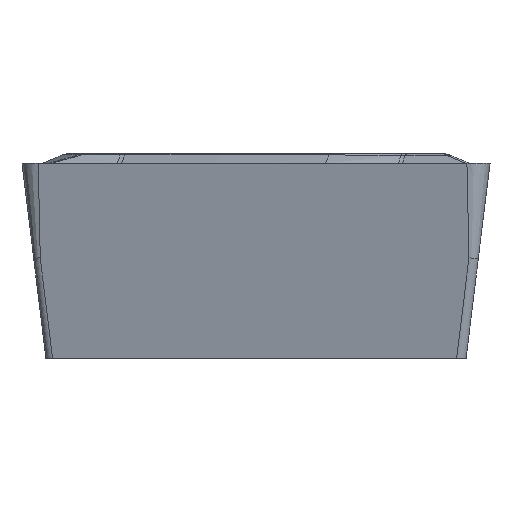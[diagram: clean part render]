
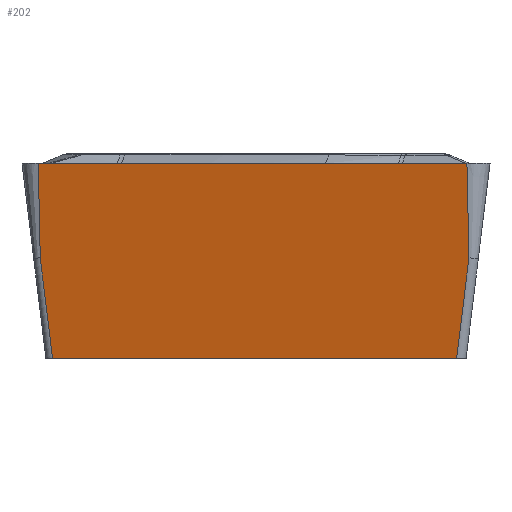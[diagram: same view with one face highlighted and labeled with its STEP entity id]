
A CAD part, front view. The second image highlights one B-rep face of the part: STEP entity #202.
In plain terms, the highlighted planar face has unit normal (-0.172, -0.978, -0.122).
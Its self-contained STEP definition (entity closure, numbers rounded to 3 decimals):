
#120=FACE_OUTER_BOUND('',#362,.T.);
#202=ADVANCED_FACE('',(#120),#289,.F.);
#289=PLANE('',#1414);
#362=EDGE_LOOP('',(#590,#591,#592,#593,#594,#595));
#466=LINE('',#1909,#506);
#480=LINE('',#1946,#520);
#481=LINE('',#1948,#521);
#482=LINE('',#1950,#522);
#483=LINE('',#1952,#523);
#484=LINE('',#1954,#524);
#506=VECTOR('',#1510,1.);
#520=VECTOR('',#1538,1.);
#521=VECTOR('',#1539,1.);
#522=VECTOR('',#1540,1.);
#523=VECTOR('',#1541,1.);
#524=VECTOR('',#1542,1.);
#590=ORIENTED_EDGE('',*,*,#1114,.F.);
#591=ORIENTED_EDGE('',*,*,#1132,.F.);
#592=ORIENTED_EDGE('',*,*,#1133,.T.);
#593=ORIENTED_EDGE('',*,*,#1134,.F.);
#594=ORIENTED_EDGE('',*,*,#1135,.T.);
#595=ORIENTED_EDGE('',*,*,#1136,.T.);
#986=VERTEX_POINT('',#1910);
#987=VERTEX_POINT('',#1911);
#1002=VERTEX_POINT('',#1947);
#1003=VERTEX_POINT('',#1949);
#1004=VERTEX_POINT('',#1951);
#1005=VERTEX_POINT('',#1953);
#1114=EDGE_CURVE('',#986,#987,#466,.T.);
#1132=EDGE_CURVE('',#1002,#986,#480,.T.);
#1133=EDGE_CURVE('',#1002,#1003,#481,.T.);
#1134=EDGE_CURVE('',#1004,#1003,#482,.T.);
#1135=EDGE_CURVE('',#1004,#1005,#483,.T.);
#1136=EDGE_CURVE('',#1005,#987,#484,.T.);
#1414=AXIS2_PLACEMENT_3D('',#1955,#1543,#1544);
#1510=DIRECTION('',(0.985,-0.174,0.));
#1538=DIRECTION('',(-0.021,-0.12,0.993));
#1539=DIRECTION('',(0.121,0.102,-0.987));
#1540=DIRECTION('',(-0.985,0.174,0.));
#1541=DIRECTION('',(0.121,-0.144,0.982));
#1542=DIRECTION('',(-0.021,-0.12,0.993));
#1543=DIRECTION('',(0.172,0.977,0.122));
#1544=DIRECTION('',(0.021,0.12,-0.993));
#1909=CARTESIAN_POINT('',(-0.827,-4.69,-0.2));
#1910=CARTESIAN_POINT('',(-4.432,-4.054,-0.2));
#1911=CARTESIAN_POINT('',(4.293,-5.593,-0.2));
#1946=CARTESIAN_POINT('',(-4.432,-4.054,-0.2));
#1947=CARTESIAN_POINT('',(-4.391,-3.822,-2.124));
#1948=CARTESIAN_POINT('',(-4.58,-3.98,-0.588));
#1949=CARTESIAN_POINT('',(-4.14,-3.611,-4.17));
#1950=CARTESIAN_POINT('',(-0.742,-4.21,-4.17));
#1951=CARTESIAN_POINT('',(4.083,-5.061,-4.17));
#1952=CARTESIAN_POINT('',(4.475,-5.529,-0.974));
#1953=CARTESIAN_POINT('',(4.334,-5.36,-2.124));
#1954=CARTESIAN_POINT('',(4.293,-5.593,-0.2));
#1955=CARTESIAN_POINT('',(-0.827,-4.69,-0.2));
